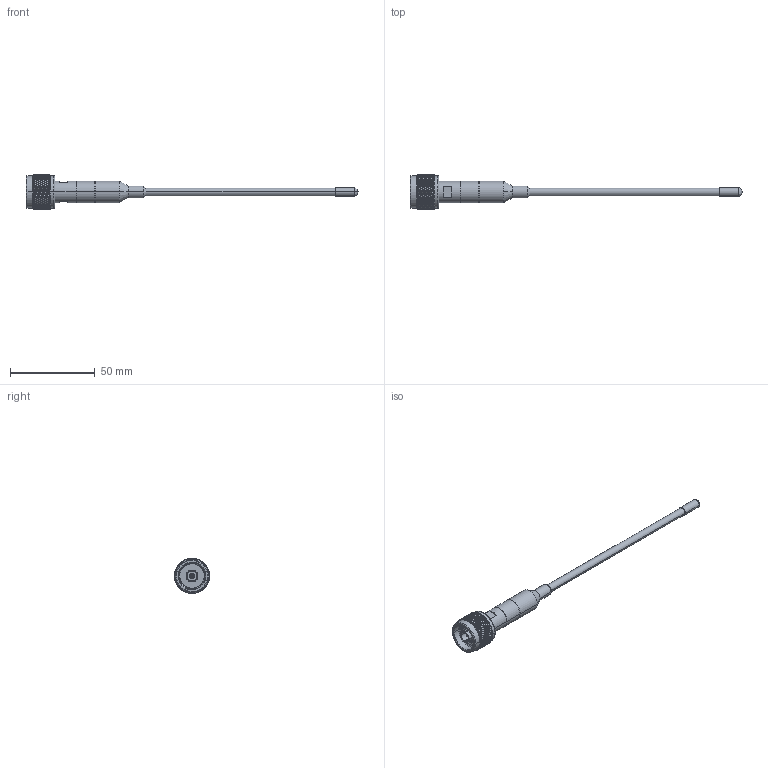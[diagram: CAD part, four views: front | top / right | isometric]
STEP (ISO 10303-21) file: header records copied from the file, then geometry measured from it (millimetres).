
FILE_DESCRIPTION (( 'STEP AP214' ), '1' );
FILE_NAME ('FM51055_3D.step', '2023-01-17T20:49:26', ( '' ), ( '' ), 'SwSTEP 2.0', 'SolidWorks 2022', '' );
FILE_SCHEMA (( 'AUTOMOTIVE_DESIGN' ));
Length unit declared in the file: inch
Products named in the file (1): FM51055_3D
Bounding box: 195.99 x 20.64 x 20.64 mm (x, y, z)
Volume: 11302.5 mm3; surface area: 6982.8 mm2
Topology: 1 solids, 2 shells, 2432 faces, 5098 edges, 2683 vertices
Faces by surface type: bspline 1895, cylinder 479, plane 37, cone 21
Entity records: 88430 total; most frequent: CARTESIAN_POINT 57449, ORIENTED_EDGE 10196, EDGE_CURVE 5098, VERTEX_POINT 2683, EDGE_LOOP 2445, ADVANCED_FACE 2432, FACE_OUTER_BOUND 2432, B_SPLINE_CURVE_WITH_KNOTS 2288
